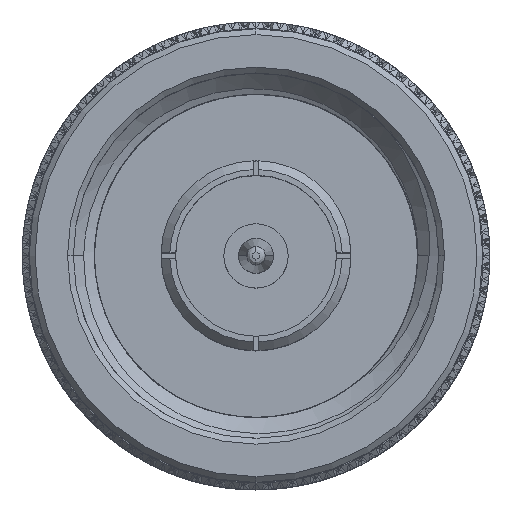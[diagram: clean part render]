
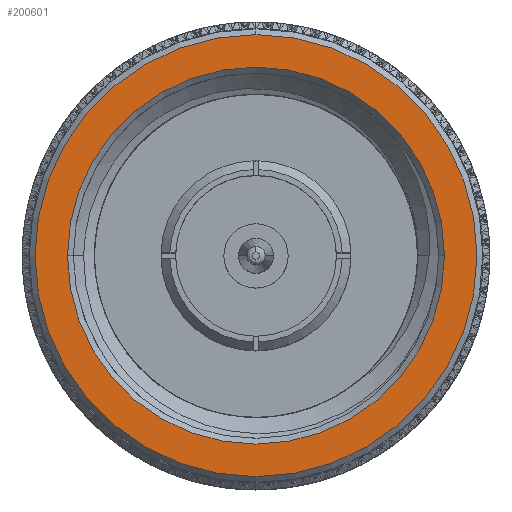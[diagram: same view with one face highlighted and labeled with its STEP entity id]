
A CAD part, top view. The second image highlights one B-rep face of the part: STEP entity #200601.
In plain terms, the highlighted face is planar.
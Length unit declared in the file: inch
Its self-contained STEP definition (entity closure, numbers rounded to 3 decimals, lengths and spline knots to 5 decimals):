
#4564 = PLANE ( 'NONE',  #95083 ) ;
#21126 = ORIENTED_EDGE ( 'NONE', *, *, #188360, .T. ) ;
#21443 = AXIS2_PLACEMENT_3D ( 'NONE', #156209, #183902, #74120 ) ;
#22135 = CARTESIAN_POINT ( 'NONE',  ( 0., 0., -0.3225 ) ) ;
#23886 = VERTEX_POINT ( 'NONE', #161043 ) ;
#40600 = DIRECTION ( 'NONE',  ( 0., 1., 0. ) ) ;
#40810 = DIRECTION ( 'NONE',  ( 0., -1., 0. ) ) ;
#47012 = CARTESIAN_POINT ( 'NONE',  ( 0., 0., 0. ) ) ;
#67638 = EDGE_LOOP ( 'NONE', ( #85616, #96133 ) ) ;
#71220 = CARTESIAN_POINT ( 'NONE',  ( 0., 0.38809, 0. ) ) ;
#74120 = DIRECTION ( 'NONE',  ( 0., -1., 0. ) ) ;
#75252 = EDGE_CURVE ( 'NONE', #23886, #213568, #189286, .T. ) ;
#85190 = VERTEX_POINT ( 'NONE', #180008 ) ;
#85616 = ORIENTED_EDGE ( 'NONE', *, *, #170411, .T. ) ;
#88727 = DIRECTION ( 'NONE',  ( -1., 0., 0. ) ) ;
#95083 = AXIS2_PLACEMENT_3D ( 'NONE', #71220, #88727, #40600 ) ;
#96133 = ORIENTED_EDGE ( 'NONE', *, *, #75252, .T. ) ;
#99474 = DIRECTION ( 'NONE',  ( 1., 0., 0. ) ) ;
#105366 = CARTESIAN_POINT ( 'NONE',  ( 0., 0., 0. ) ) ;
#116073 = CARTESIAN_POINT ( 'NONE',  ( 0., 0., 0. ) ) ;
#116458 = EDGE_CURVE ( 'NONE', #85190, #188878, #143362, .T. ) ;
#118768 = CARTESIAN_POINT ( 'NONE',  ( 0., 0.37809, 0. ) ) ;
#122893 = AXIS2_PLACEMENT_3D ( 'NONE', #116073, #131365, #200293 ) ;
#131365 = DIRECTION ( 'NONE',  ( -1., 0., 0. ) ) ;
#140200 = CIRCLE ( 'NONE', #206626, 0.3225 ) ;
#143362 = CIRCLE ( 'NONE', #202791, 0.3225 ) ;
#148562 = EDGE_LOOP ( 'NONE', ( #188779, #21126 ) ) ;
#154359 = FACE_OUTER_BOUND ( 'NONE', #67638, .T. ) ;
#156209 = CARTESIAN_POINT ( 'NONE',  ( 0., 0., 0. ) ) ;
#161043 = CARTESIAN_POINT ( 'NONE',  ( 0., -0.37809, 0. ) ) ;
#170411 = EDGE_CURVE ( 'NONE', #213568, #23886, #199616, .T. ) ;
#170784 = FACE_BOUND ( 'NONE', #148562, .T. ) ;
#172051 = DIRECTION ( 'NONE',  ( 1., 0., 0. ) ) ;
#180008 = CARTESIAN_POINT ( 'NONE',  ( 0., 0., 0.3225 ) ) ;
#183902 = DIRECTION ( 'NONE',  ( -1., 0., 0. ) ) ;
#186628 = DIRECTION ( 'NONE',  ( 0., -1., 0. ) ) ;
#188360 = EDGE_CURVE ( 'NONE', #188878, #85190, #140200, .T. ) ;
#188779 = ORIENTED_EDGE ( 'NONE', *, *, #116458, .T. ) ;
#188878 = VERTEX_POINT ( 'NONE', #22135 ) ;
#189286 = CIRCLE ( 'NONE', #122893, 0.37809 ) ;
#199616 = CIRCLE ( 'NONE', #21443, 0.37809 ) ;
#200293 = DIRECTION ( 'NONE',  ( 0., -1., 0. ) ) ;
#200601 = ADVANCED_FACE ( 'NONE', ( #170784, #154359 ), #4564, .T. ) ;
#202791 = AXIS2_PLACEMENT_3D ( 'NONE', #47012, #99474, #186628 ) ;
#206626 = AXIS2_PLACEMENT_3D ( 'NONE', #105366, #172051, #40810 ) ;
#213568 = VERTEX_POINT ( 'NONE', #118768 ) ;
